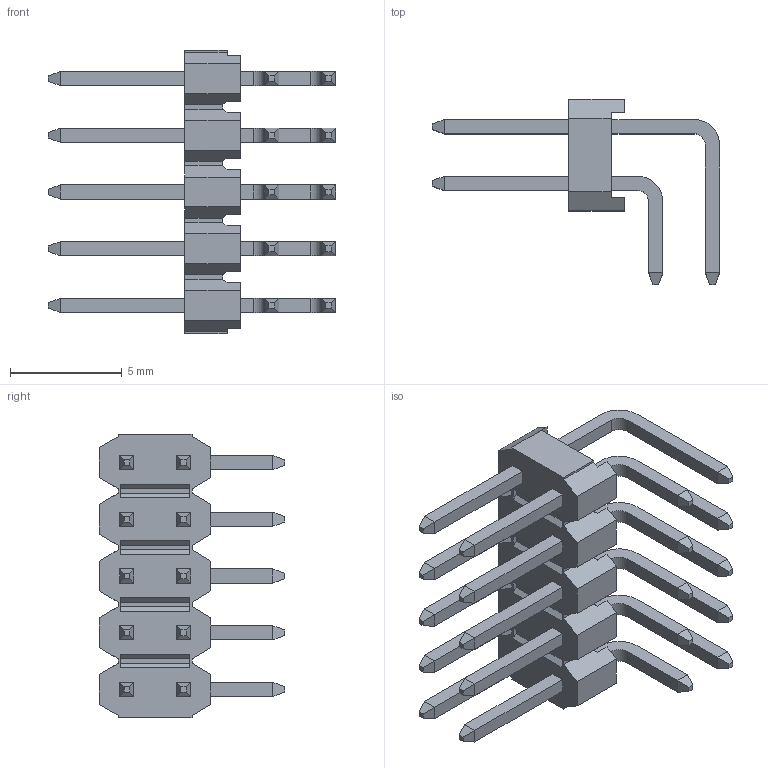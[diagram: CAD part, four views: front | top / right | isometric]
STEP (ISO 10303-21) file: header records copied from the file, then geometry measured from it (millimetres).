
FILE_DESCRIPTION((''),'2;1');
FILE_NAME('PRT0011','2014-06-04T',('Uwe.Kadritzke'),(''),'PRO/ENGINEER BY PARAMETRIC TECHNOLOGY CORPORATION, 2005110','PRO/ENGINEER BY PARAMETRIC TECHNOLOGY CORPORATION, 2005110','');
FILE_SCHEMA(('CONFIG_CONTROL_DESIGN'));
Length unit declared in the file: millimetre
Products named in the file (1): PRT0011
Bounding box: 12.86 x 8.3 x 12.7 mm (x, y, z)
Volume: 170.6 mm3; surface area: 600.8 mm2
Topology: 1 solids, 1 shells, 362 faces, 896 edges, 560 vertices
Faces by surface type: plane 302, cylinder 60
Entity records: 10877 total; most frequent: CARTESIAN_POINT 2313, ORIENTED_EDGE 1792, DIRECTION 1660, EDGE_CURVE 896, VECTOR 776, LINE 776, VERTEX_POINT 560, AXIS2_PLACEMENT_3D 442
